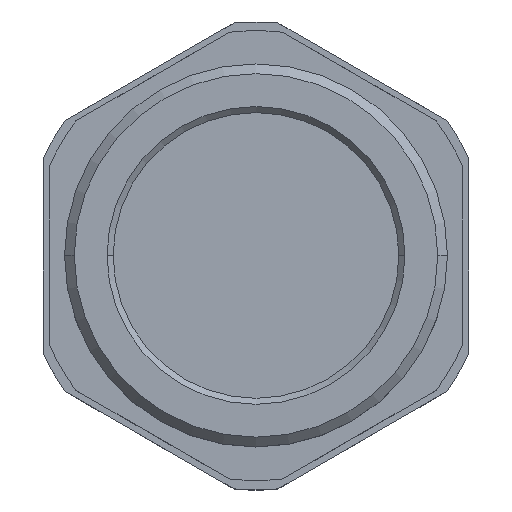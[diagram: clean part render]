
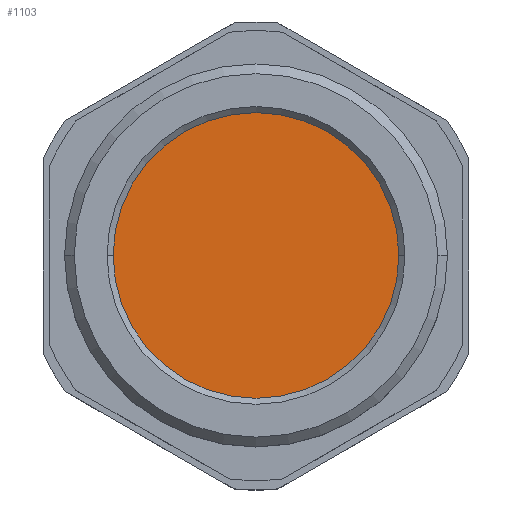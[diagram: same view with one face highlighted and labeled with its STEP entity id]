
A CAD part, top view. The second image highlights one B-rep face of the part: STEP entity #1103.
In plain terms, the highlighted planar face has unit normal (0, 0, 1).
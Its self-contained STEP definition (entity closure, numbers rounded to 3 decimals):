
#10 = ORIENTED_EDGE ( 'NONE', *, *, #697, .T. ) ;
#244 = EDGE_LOOP ( 'NONE', ( #10, #478 ) ) ;
#478 = ORIENTED_EDGE ( 'NONE', *, *, #2919, .T. ) ;
#486 = DIRECTION ( 'NONE',  ( 0., 0., 1. ) ) ;
#567 = CIRCLE ( 'NONE', #1169, 23.5 ) ;
#697 = EDGE_CURVE ( 'NONE', #2947, #1953, #567, .T. ) ;
#985 = DIRECTION ( 'NONE',  ( 1., 0., 0. ) ) ;
#1103 = ADVANCED_FACE ( 'NONE', ( #1916 ), #2618, .T. ) ;
#1169 = AXIS2_PLACEMENT_3D ( 'NONE', #1894, #2385, #985 ) ;
#1357 = AXIS2_PLACEMENT_3D ( 'NONE', #2378, #2189, #2140 ) ;
#1716 = AXIS2_PLACEMENT_3D ( 'NONE', #1856, #486, #2070 ) ;
#1856 = CARTESIAN_POINT ( 'NONE',  ( 0., 0., 16. ) ) ;
#1894 = CARTESIAN_POINT ( 'NONE',  ( 0., 0., 16. ) ) ;
#1916 = FACE_OUTER_BOUND ( 'NONE', #244, .T. ) ;
#1953 = VERTEX_POINT ( 'NONE', #2578 ) ;
#2070 = DIRECTION ( 'NONE',  ( 1., 0., 0. ) ) ;
#2140 = DIRECTION ( 'NONE',  ( 1., 0., 0. ) ) ;
#2189 = DIRECTION ( 'NONE',  ( 0., 0., 1. ) ) ;
#2363 = CIRCLE ( 'NONE', #1716, 23.5 ) ;
#2378 = CARTESIAN_POINT ( 'NONE',  ( 0., 0., 16. ) ) ;
#2385 = DIRECTION ( 'NONE',  ( 0., 0., 1. ) ) ;
#2578 = CARTESIAN_POINT ( 'NONE',  ( 23.5, 0., 16. ) ) ;
#2618 = PLANE ( 'NONE',  #1357 ) ;
#2763 = CARTESIAN_POINT ( 'NONE',  ( -23.5, 0., 16. ) ) ;
#2919 = EDGE_CURVE ( 'NONE', #1953, #2947, #2363, .T. ) ;
#2947 = VERTEX_POINT ( 'NONE', #2763 ) ;
